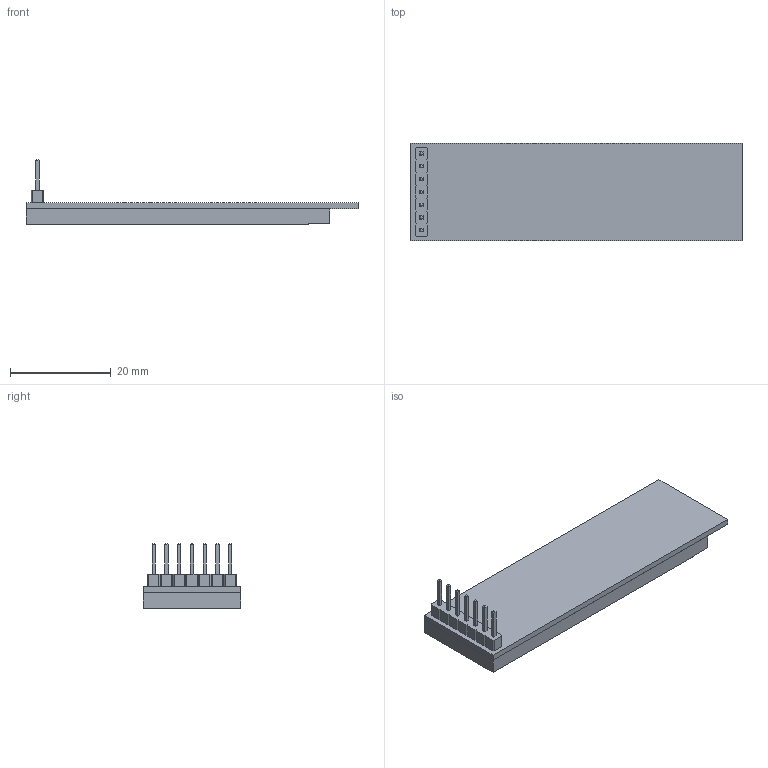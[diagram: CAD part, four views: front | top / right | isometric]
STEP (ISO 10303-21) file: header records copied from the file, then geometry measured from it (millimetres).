
FILE_DESCRIPTION(/* description */ ('STEP AP242','CAx-IF Rec.Pracs.---Representation and Presentation of Product Manufacturing Information (PMI)---4.0---2014-10-13','CAx-IF Rec.Pracs.---3D Tessellated Geometry---0.4---2014-09-14','2;1'),/* implementation_level */ '2;1');
FILE_NAME(/* name */ '6637bded51769f1adeb90eb2',/* time_stamp */ '2024-05-05T17:12:13Z',/* author */ (''),/* organization */ (''),/* preprocessor_version */ 'ST-DEVELOPER v20',/* originating_system */ ' ',/* authorisation */ ' ');
FILE_SCHEMA (('AP242_MANAGED_MODEL_BASED_3D_ENGINEERING_MIM_LF { 1 0 10303 442 1 1 4 }'));
Length unit declared in the file: metre
Products named in the file (3): Part 3; Part 1; PinHeader_1x07_P254mm_Vertical
Bounding box: 66 x 19.35 x 12.74 mm (x, y, z)
Volume: 5159.8 mm3; surface area: 5913.6 mm2
Topology: 3 solids, 3 shells, 186 faces, 470 edges, 304 vertices
Faces by surface type: plane 186
Entity records: 5855 total; most frequent: CARTESIAN_POINT 963, ORIENTED_EDGE 940, DIRECTION 848, EDGE_CURVE 470, LINE 470, VECTOR 470, VERTEX_POINT 304, EDGE_LOOP 214
